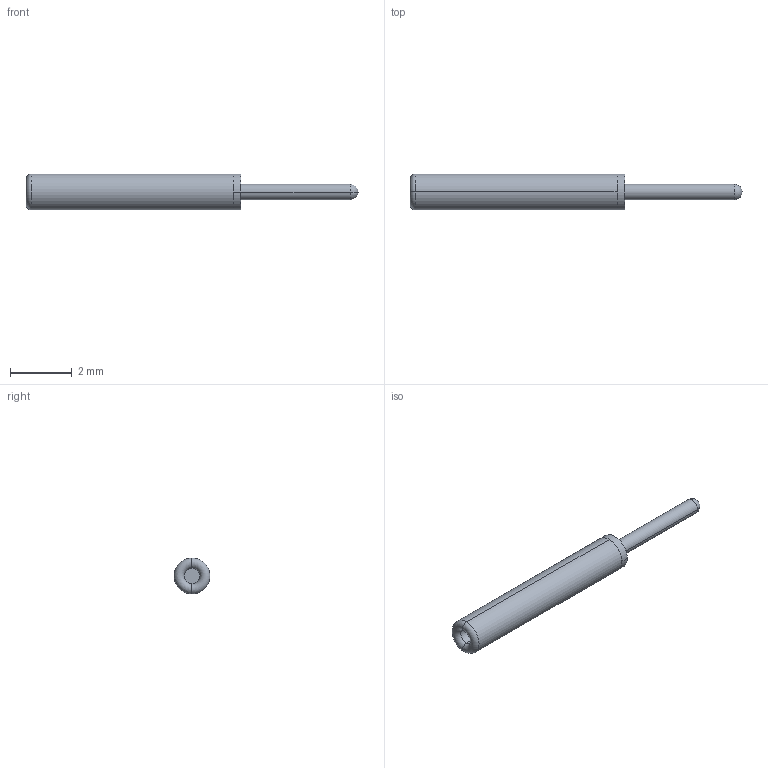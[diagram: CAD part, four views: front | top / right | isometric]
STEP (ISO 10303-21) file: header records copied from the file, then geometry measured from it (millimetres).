
FILE_DESCRIPTION (( 'STEP AP214' ), '1' );
FILE_NAME ('C-ICS45 B2 S2P1.STEP', '2015-02-23T20:22:37', ( 'Authorized User' ), ( '' ), 'SwSTEP 2.0', 'SolidWorks 2014', '' );
FILE_SCHEMA (( 'AUTOMOTIVE_DESIGN' ));
Length unit declared in the file: inch
Products named in the file (1): C-ICS45 B2 S2P1
Bounding box: 10.79 x 1.17 x 1.17 mm (x, y, z)
Volume: 4.4 mm3; surface area: 60.5 mm2
Topology: 2 solids, 2 shells, 21 faces, 44 edges, 27 vertices
Faces by surface type: cylinder 12, plane 5, torus 2, sphere 2
Entity records: 597 total; most frequent: DIRECTION 112, CARTESIAN_POINT 87, ORIENTED_EDGE 80, AXIS2_PLACEMENT_3D 50, EDGE_CURVE 40, CIRCLE 28, VERTEX_POINT 25, EDGE_LOOP 25
